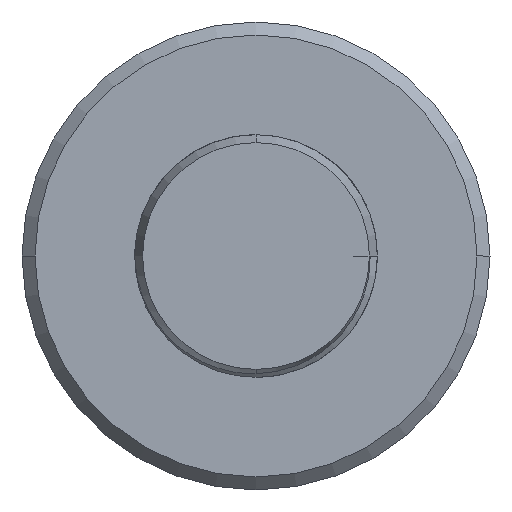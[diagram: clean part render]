
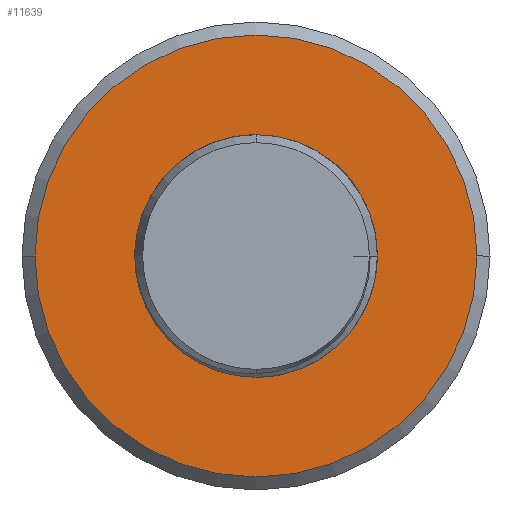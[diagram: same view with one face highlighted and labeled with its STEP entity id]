
A CAD part, front view. The second image highlights one B-rep face of the part: STEP entity #11639.
In plain terms, the highlighted planar face has unit normal (0, -1, 0).
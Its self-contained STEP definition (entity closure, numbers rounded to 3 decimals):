
#1154 = EDGE_CURVE ( 'NONE', #12723, #6628, #3575, .T. ) ;
#1262 = CARTESIAN_POINT ( 'NONE',  ( 2.75, 0., 1.4 ) ) ;
#2149 = CARTESIAN_POINT ( 'NONE',  ( 2.75, 0., 0. ) ) ;
#2195 = DIRECTION ( 'NONE',  ( 0., 1., 0. ) ) ;
#2711 = EDGE_CURVE ( 'NONE', #6628, #12723, #5233, .T. ) ;
#3051 = AXIS2_PLACEMENT_3D ( 'NONE', #6016, #5992, #5981 ) ;
#3522 = EDGE_CURVE ( 'NONE', #9162, #5887, #11983, .T. ) ;
#3575 = CIRCLE ( 'NONE', #7312, 2.55 ) ;
#3732 = VERTEX_POINT ( 'NONE', #12695 ) ;
#4002 = FACE_BOUND ( 'NONE', #6803, .T. ) ;
#5233 = CIRCLE ( 'NONE', #12724, 2.55 ) ;
#5663 = DIRECTION ( 'NONE',  ( -1., 0., 0. ) ) ;
#5887 = VERTEX_POINT ( 'NONE', #6073 ) ;
#5981 = DIRECTION ( 'NONE',  ( 0., 0., -1. ) ) ;
#5992 = DIRECTION ( 'NONE',  ( 0., -1., 0. ) ) ;
#6016 = CARTESIAN_POINT ( 'NONE',  ( 2.75, 0., 0. ) ) ;
#6073 = CARTESIAN_POINT ( 'NONE',  ( 2.2, 0., -0.953 ) ) ;
#6414 = EDGE_LOOP ( 'NONE', ( #8059, #8048 ) ) ;
#6628 = VERTEX_POINT ( 'NONE', #12116 ) ;
#6803 = EDGE_LOOP ( 'NONE', ( #8192, #8181, #8356 ) ) ;
#7286 = CIRCLE ( 'NONE', #3051, 1.4 ) ;
#7312 = AXIS2_PLACEMENT_3D ( 'NONE', #8335, #8331, #8317 ) ;
#7652 = CARTESIAN_POINT ( 'NONE',  ( 3.962, 0., 0.7 ) ) ;
#7665 = CARTESIAN_POINT ( 'NONE',  ( 4.021, 0., 0.575 ) ) ;
#7667 = CARTESIAN_POINT ( 'NONE',  ( 4.06, 0., 0.444 ) ) ;
#7680 = CARTESIAN_POINT ( 'NONE',  ( 4.099, 0., 0.172 ) ) ;
#7696 = CARTESIAN_POINT ( 'NONE',  ( 4.1, 0., 0.035 ) ) ;
#7712 = CARTESIAN_POINT ( 'NONE',  ( 4.057, 0., -0.235 ) ) ;
#7716 = CARTESIAN_POINT ( 'NONE',  ( 4.013, 0., -0.369 ) ) ;
#7728 = CARTESIAN_POINT ( 'NONE',  ( 3.887, 0., -0.612 ) ) ;
#7734 = CARTESIAN_POINT ( 'NONE',  ( 3.804, 0., -0.723 ) ) ;
#7746 = CARTESIAN_POINT ( 'NONE',  ( 3.509, 0., -1.009 ) ) ;
#7762 = CARTESIAN_POINT ( 'NONE',  ( 3.251, 0., -1.135 ) ) ;
#7774 = CARTESIAN_POINT ( 'NONE',  ( 2.704, 0., -1.187 ) ) ;
#7814 = CARTESIAN_POINT ( 'NONE',  ( 2.2, 0., -0.953 ) ) ;
#7841 = CARTESIAN_POINT ( 'NONE',  ( 2.2, 0., -0.953 ) ) ;
#7890 = CARTESIAN_POINT ( 'NONE',  ( 2.425, 0., -1.113 ) ) ;
#7899 = CARTESIAN_POINT ( 'NONE',  ( 2.075, 0., -0.896 ) ) ;
#7924 = CARTESIAN_POINT ( 'NONE',  ( 1.688, 0., -0.509 ) ) ;
#7939 = EDGE_CURVE ( 'NONE', #3732, #9162, #7286, .T. ) ;
#7972 = CARTESIAN_POINT ( 'NONE',  ( 1.961, 0., -0.816 ) ) ;
#7987 = CARTESIAN_POINT ( 'NONE',  ( 1.516, 0., -0.134 ) ) ;
#8048 = ORIENTED_EDGE ( 'NONE', *, *, #1154, .F. ) ;
#8059 = ORIENTED_EDGE ( 'NONE', *, *, #2711, .F. ) ;
#8133 = CARTESIAN_POINT ( 'NONE',  ( 1.767, 0., -0.622 ) ) ;
#8181 = ORIENTED_EDGE ( 'NONE', *, *, #7939, .F. ) ;
#8192 = ORIENTED_EDGE ( 'NONE', *, *, #3522, .F. ) ;
#8284 = B_SPLINE_CURVE_WITH_KNOTS ( 'NONE', 3,
 ( #7814, #7890, #7774, #7762, #7746, #7734, #7728, #7716, #7712, #7696, #7680, #7667, #7665, #7652 ),
 .UNSPECIFIED., .F., .F.,
 ( 4, 2, 2, 2, 2, 2, 4 ),
 ( 0., 0.001, 0.002, 0.002, 0.002, 0.003, 0.003 ),
 .UNSPECIFIED. ) ;
#8317 = DIRECTION ( 'NONE',  ( -1., 0., 0. ) ) ;
#8331 = DIRECTION ( 'NONE',  ( 0., 1., 0. ) ) ;
#8335 = CARTESIAN_POINT ( 'NONE',  ( 2.75, 0., 0. ) ) ;
#8356 = ORIENTED_EDGE ( 'NONE', *, *, #11843, .F. ) ;
#8885 = DIRECTION ( 'NONE',  ( -1., 0., 0. ) ) ;
#8900 = DIRECTION ( 'NONE',  ( 0., 1., 0. ) ) ;
#9019 = PLANE ( 'NONE',  #12125 ) ;
#9066 = CARTESIAN_POINT ( 'NONE',  ( 0., 0., 0. ) ) ;
#9162 = VERTEX_POINT ( 'NONE', #1262 ) ;
#9882 = CARTESIAN_POINT ( 'NONE',  ( 1.497, 0., 0.153 ) ) ;
#9913 = CARTESIAN_POINT ( 'NONE',  ( 1.597, 0., 0.551 ) ) ;
#10036 = FACE_OUTER_BOUND ( 'NONE', #6414, .T. ) ;
#10067 = CARTESIAN_POINT ( 'NONE',  ( 2.106, 0., 1.186 ) ) ;
#10168 = CARTESIAN_POINT ( 'NONE',  ( 1.652, 0., 0.679 ) ) ;
#10195 = CARTESIAN_POINT ( 'NONE',  ( 1.893, 0., 1.014 ) ) ;
#10378 = CARTESIAN_POINT ( 'NONE',  ( 1.799, 0., 0.909 ) ) ;
#10627 = CARTESIAN_POINT ( 'NONE',  ( 2.224, 0., 1.255 ) ) ;
#10768 = CARTESIAN_POINT ( 'NONE',  ( 2.75, 0., 1.4 ) ) ;
#11611 = CARTESIAN_POINT ( 'NONE',  ( 2.48, 0., 1.357 ) ) ;
#11632 = CARTESIAN_POINT ( 'NONE',  ( 2.613, 0., 1.388 ) ) ;
#11639 = ADVANCED_FACE ( 'NONE', ( #10036, #4002 ), #9019, .F. ) ;
#11843 = EDGE_CURVE ( 'NONE', #5887, #3732, #8284, .T. ) ;
#11983 = B_SPLINE_CURVE_WITH_KNOTS ( 'NONE', 3,
 ( #10768, #11632, #11611, #10627, #10067, #10195, #10378, #10168, #9913, #9882, #7987, #7924, #8133, #7972, #7899, #7841 ),
 .UNSPECIFIED., .F., .F.,
 ( 4, 2, 2, 2, 2, 2, 2, 4 ),
 ( 0., 0., 0.001, 0.001, 0.002, 0.002, 0.003, 0.003 ),
 .UNSPECIFIED. ) ;
#12116 = CARTESIAN_POINT ( 'NONE',  ( 0.2, 0., 0. ) ) ;
#12125 = AXIS2_PLACEMENT_3D ( 'NONE', #9066, #8900, #8885 ) ;
#12695 = CARTESIAN_POINT ( 'NONE',  ( 3.962, 0., 0.7 ) ) ;
#12723 = VERTEX_POINT ( 'NONE', #12748 ) ;
#12724 = AXIS2_PLACEMENT_3D ( 'NONE', #2149, #2195, #5663 ) ;
#12748 = CARTESIAN_POINT ( 'NONE',  ( 5.3, 0., 0. ) ) ;
